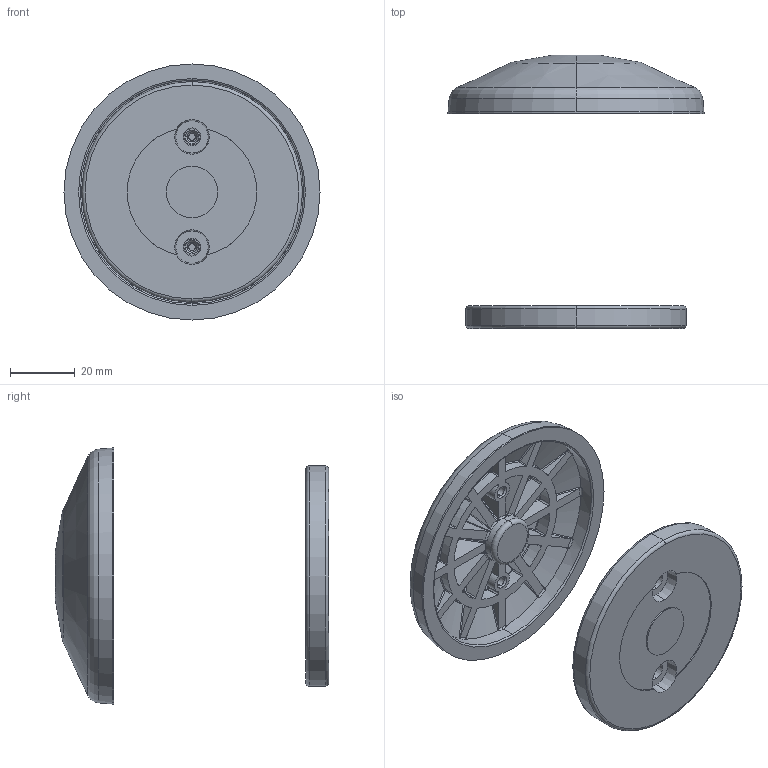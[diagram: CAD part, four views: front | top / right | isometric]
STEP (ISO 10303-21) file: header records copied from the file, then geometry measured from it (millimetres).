
FILE_DESCRIPTION (( 'STEP AP214' ), '1' );
FILE_NAME ('098d080kg.STEP', '2014-08-11T09:20:02', ( '' ), ( '' ), 'SwSTEP 2.0', 'SolidWorks 2014', '' );
FILE_SCHEMA (( 'AUTOMOTIVE_DESIGN' ));
Length unit declared in the file: millimetre
Products named in the file (3): 098d080k_098D080KS03; 098dg080s01_Standard; 098d080kg
Assembly tree (2 placements, depth 2):
  098d080kg
    098d080k_098D080KS03
    098dg080s01_Standard
Bounding box: 79 x 84.31 x 79 mm (x, y, z)
Volume: 57484.5 mm3; surface area: 25577.2 mm2
Topology: 2 solids, 2 shells, 486 faces, 1267 edges, 766 vertices
Faces by surface type: bspline 128, cylinder 106, plane 88, torus 76, cone 62, sphere 26
Entity records: 17754 total; most frequent: CARTESIAN_POINT 7076, ORIENTED_EDGE 2434, DIRECTION 1994, EDGE_CURVE 1217, AXIS2_PLACEMENT_3D 880, VERTEX_POINT 742, CIRCLE 517, EDGE_LOOP 497
